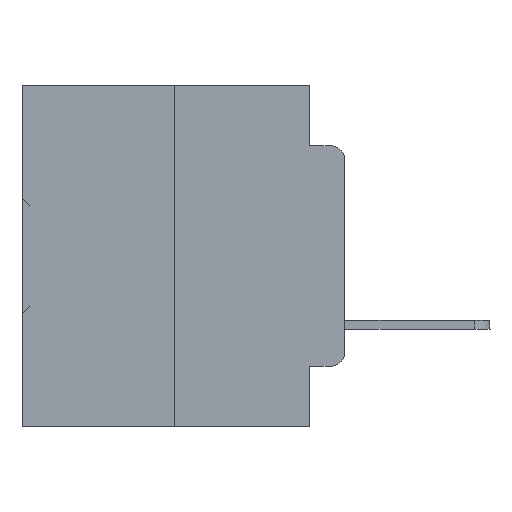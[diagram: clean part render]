
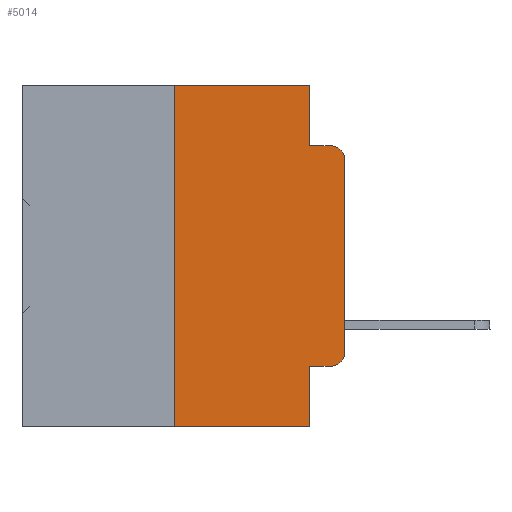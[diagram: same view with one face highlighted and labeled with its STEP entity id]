
A CAD part, left-side view. The second image highlights one B-rep face of the part: STEP entity #5014.
In plain terms, the highlighted planar face has unit normal (-1, 0, 0).
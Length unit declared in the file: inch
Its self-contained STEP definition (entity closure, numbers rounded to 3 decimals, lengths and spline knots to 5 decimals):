
#249 = CARTESIAN_POINT ( 'NONE',  ( 0., 0.25, 0. ) ) ;
#465 = DIRECTION ( 'NONE',  ( 0., 0., -1. ) ) ;
#533 = FACE_OUTER_BOUND ( 'NONE', #27685, .T. ) ;
#741 = VERTEX_POINT ( 'NONE', #23074 ) ;
#785 = EDGE_CURVE ( 'NONE', #9297, #20117, #14970, .T. ) ;
#829 = DIRECTION ( 'NONE',  ( 0., 0., 1. ) ) ;
#1276 = EDGE_CURVE ( 'NONE', #11659, #17611, #26504, .T. ) ;
#1938 = EDGE_CURVE ( 'NONE', #30142, #27224, #10421, .T. ) ;
#2473 = ORIENTED_EDGE ( 'NONE', *, *, #1276, .F. ) ;
#2770 = VECTOR ( 'NONE', #19878, 39.37008 ) ;
#3662 = CARTESIAN_POINT ( 'NONE',  ( 0., 0.25, 0. ) ) ;
#3777 = CARTESIAN_POINT ( 'NONE',  ( 0., 0.051, 0. ) ) ;
#5014 = ADVANCED_FACE ( 'NONE', ( #533 ), #8632, .F. ) ;
#5815 = VECTOR ( 'NONE', #829, 39.37008 ) ;
#6225 = ORIENTED_EDGE ( 'NONE', *, *, #23530, .F. ) ;
#6482 = CARTESIAN_POINT ( 'NONE',  ( 0., 0.02, -0.1085 ) ) ;
#7642 = AXIS2_PLACEMENT_3D ( 'NONE', #6482, #33139, #21154 ) ;
#7743 = DIRECTION ( 'NONE',  ( 0., -1., 0. ) ) ;
#8632 = PLANE ( 'NONE',  #14182 ) ;
#9017 = CARTESIAN_POINT ( 'NONE',  ( 0., 0.473, 0. ) ) ;
#9174 = DIRECTION ( 'NONE',  ( 0., 0., -1. ) ) ;
#9297 = VERTEX_POINT ( 'NONE', #38175 ) ;
#9418 = EDGE_CURVE ( 'NONE', #27224, #17708, #19348, .T. ) ;
#9462 = AXIS2_PLACEMENT_3D ( 'NONE', #32323, #23794, #465 ) ;
#9952 = EDGE_CURVE ( 'NONE', #24429, #30142, #18668, .T. ) ;
#10364 = CARTESIAN_POINT ( 'NONE',  ( 0., 0.02, -0.4115 ) ) ;
#10421 = LINE ( 'NONE', #22391, #2770 ) ;
#11114 = CARTESIAN_POINT ( 'NONE',  ( 0., 0.051, -0.4115 ) ) ;
#11659 = VERTEX_POINT ( 'NONE', #37918 ) ;
#11721 = CARTESIAN_POINT ( 'NONE',  ( 0., 0.051, -0.0885 ) ) ;
#12126 = CARTESIAN_POINT ( 'NONE',  ( 0., 0., -0.1085 ) ) ;
#13528 = LINE ( 'NONE', #24909, #27116 ) ;
#14182 = AXIS2_PLACEMENT_3D ( 'NONE', #9017, #32778, #23290 ) ;
#14970 = LINE ( 'NONE', #3777, #26016 ) ;
#15013 = LINE ( 'NONE', #23299, #16362 ) ;
#15362 = CARTESIAN_POINT ( 'NONE',  ( 0., 0.473, 0. ) ) ;
#16362 = VECTOR ( 'NONE', #29320, 39.37008 ) ;
#16923 = CARTESIAN_POINT ( 'NONE',  ( 0., 0.051, 0. ) ) ;
#17611 = VERTEX_POINT ( 'NONE', #3662 ) ;
#17708 = VERTEX_POINT ( 'NONE', #27208 ) ;
#18046 = DIRECTION ( 'NONE',  ( 0., -1., 0. ) ) ;
#18626 = VERTEX_POINT ( 'NONE', #11114 ) ;
#18650 = CARTESIAN_POINT ( 'NONE',  ( 0., 0.473, -0.5 ) ) ;
#18668 = CIRCLE ( 'NONE', #9462, 0.02 ) ;
#18737 = VECTOR ( 'NONE', #25426, 39.37008 ) ;
#19232 = LINE ( 'NONE', #18650, #24266 ) ;
#19348 = CIRCLE ( 'NONE', #7642, 0.02 ) ;
#19755 = ORIENTED_EDGE ( 'NONE', *, *, #9952, .T. ) ;
#19853 = ORIENTED_EDGE ( 'NONE', *, *, #9418, .T. ) ;
#19878 = DIRECTION ( 'NONE',  ( 0., 0., 1. ) ) ;
#20117 = VERTEX_POINT ( 'NONE', #11721 ) ;
#20201 = EDGE_CURVE ( 'NONE', #11659, #741, #19232, .T. ) ;
#21154 = DIRECTION ( 'NONE',  ( 0., 0., -1. ) ) ;
#21533 = EDGE_CURVE ( 'NONE', #18626, #741, #37224, .T. ) ;
#22116 = ORIENTED_EDGE ( 'NONE', *, *, #1938, .T. ) ;
#22126 = DIRECTION ( 'NONE',  ( 0., -1., 0. ) ) ;
#22391 = CARTESIAN_POINT ( 'NONE',  ( 0., 0., 0. ) ) ;
#22993 = EDGE_CURVE ( 'NONE', #20117, #17708, #15013, .T. ) ;
#23074 = CARTESIAN_POINT ( 'NONE',  ( 0., 0.051, -0.5 ) ) ;
#23290 = DIRECTION ( 'NONE',  ( 0., 0., -1. ) ) ;
#23299 = CARTESIAN_POINT ( 'NONE',  ( 0., 0.051, -0.0885 ) ) ;
#23530 = EDGE_CURVE ( 'NONE', #17611, #9297, #32748, .T. ) ;
#23794 = DIRECTION ( 'NONE',  ( -1., 0., 0. ) ) ;
#24266 = VECTOR ( 'NONE', #22126, 39.37008 ) ;
#24376 = ORIENTED_EDGE ( 'NONE', *, *, #785, .F. ) ;
#24429 = VERTEX_POINT ( 'NONE', #10364 ) ;
#24909 = CARTESIAN_POINT ( 'NONE',  ( 0., 0.051, -0.4115 ) ) ;
#25426 = DIRECTION ( 'NONE',  ( 0., 0., -1. ) ) ;
#26016 = VECTOR ( 'NONE', #9174, 39.37008 ) ;
#26504 = LINE ( 'NONE', #249, #5815 ) ;
#27116 = VECTOR ( 'NONE', #7743, 39.37008 ) ;
#27208 = CARTESIAN_POINT ( 'NONE',  ( 0., 0.02, -0.0885 ) ) ;
#27224 = VERTEX_POINT ( 'NONE', #12126 ) ;
#27685 = EDGE_LOOP ( 'NONE', ( #22116, #19853, #29358, #24376, #6225, #2473, #36380, #37305, #35512, #19755 ) ) ;
#29320 = DIRECTION ( 'NONE',  ( 0., -1., 0. ) ) ;
#29358 = ORIENTED_EDGE ( 'NONE', *, *, #22993, .F. ) ;
#29452 = EDGE_CURVE ( 'NONE', #18626, #24429, #13528, .T. ) ;
#30142 = VERTEX_POINT ( 'NONE', #30981 ) ;
#30981 = CARTESIAN_POINT ( 'NONE',  ( 0., 0., -0.3915 ) ) ;
#32323 = CARTESIAN_POINT ( 'NONE',  ( 0., 0.02, -0.3915 ) ) ;
#32748 = LINE ( 'NONE', #15362, #33042 ) ;
#32778 = DIRECTION ( 'NONE',  ( 1., 0., 0. ) ) ;
#33042 = VECTOR ( 'NONE', #18046, 39.37008 ) ;
#33139 = DIRECTION ( 'NONE',  ( -1., 0., 0. ) ) ;
#35512 = ORIENTED_EDGE ( 'NONE', *, *, #29452, .T. ) ;
#36380 = ORIENTED_EDGE ( 'NONE', *, *, #20201, .T. ) ;
#37224 = LINE ( 'NONE', #16923, #18737 ) ;
#37305 = ORIENTED_EDGE ( 'NONE', *, *, #21533, .F. ) ;
#37918 = CARTESIAN_POINT ( 'NONE',  ( 0., 0.25, -0.5 ) ) ;
#38175 = CARTESIAN_POINT ( 'NONE',  ( 0., 0.051, 0. ) ) ;
